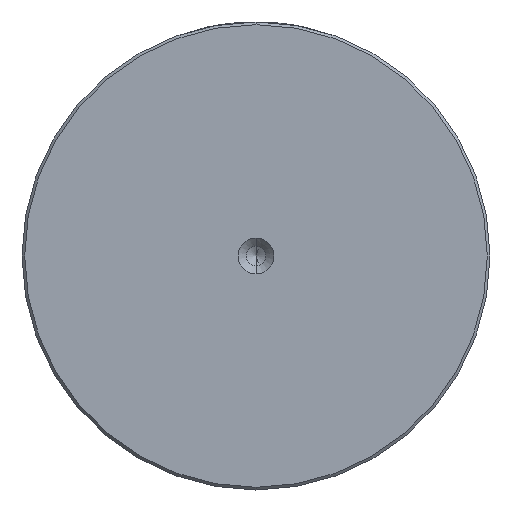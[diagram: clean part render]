
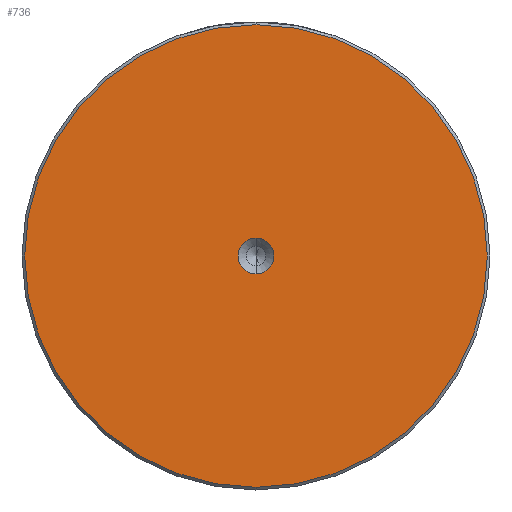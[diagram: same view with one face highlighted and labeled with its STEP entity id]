
A CAD part, left-side view. The second image highlights one B-rep face of the part: STEP entity #736.
In plain terms, the highlighted planar face has unit normal (-1, 0, 0).
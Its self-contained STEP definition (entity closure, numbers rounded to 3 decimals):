
#67 = DIRECTION ( 'NONE',  ( 0., 0., 1. ) ) ;
#93 = DIRECTION ( 'NONE',  ( -1., 0., 0. ) ) ;
#160 = VERTEX_POINT ( 'NONE', #1186 ) ;
#227 = ORIENTED_EDGE ( 'NONE', *, *, #887, .F. ) ;
#461 = AXIS2_PLACEMENT_3D ( 'NONE', #2913, #1483, #67 ) ;
#491 = AXIS2_PLACEMENT_3D ( 'NONE', #1502, #93, #1749 ) ;
#574 = VERTEX_POINT ( 'NONE', #2834 ) ;
#597 = CARTESIAN_POINT ( 'NONE',  ( 0., 0., 0. ) ) ;
#727 = DIRECTION ( 'NONE',  ( -1., 0., 0. ) ) ;
#736 = ADVANCED_FACE ( 'NONE', ( #2148, #944 ), #816, .T. ) ;
#816 = PLANE ( 'NONE',  #1795 ) ;
#887 = EDGE_CURVE ( 'NONE', #2189, #160, #1789, .T. ) ;
#944 = FACE_BOUND ( 'NONE', #2675, .T. ) ;
#1020 = AXIS2_PLACEMENT_3D ( 'NONE', #2516, #1082, #2758 ) ;
#1052 = DIRECTION ( 'NONE',  ( -1., 0., 0. ) ) ;
#1082 = DIRECTION ( 'NONE',  ( -1., 0., 0. ) ) ;
#1186 = CARTESIAN_POINT ( 'NONE',  ( 0., 0., -3.3 ) ) ;
#1344 = EDGE_LOOP ( 'NONE', ( #1395, #2015 ) ) ;
#1395 = ORIENTED_EDGE ( 'NONE', *, *, #2230, .T. ) ;
#1460 = EDGE_CURVE ( 'NONE', #160, #2189, #1784, .T. ) ;
#1483 = DIRECTION ( 'NONE',  ( -1., 0., 0. ) ) ;
#1502 = CARTESIAN_POINT ( 'NONE',  ( 0., 0., 0. ) ) ;
#1721 = VERTEX_POINT ( 'NONE', #2841 ) ;
#1749 = DIRECTION ( 'NONE',  ( 0., 0., 1. ) ) ;
#1784 = CIRCLE ( 'NONE', #491, 3.3 ) ;
#1789 = CIRCLE ( 'NONE', #461, 3.3 ) ;
#1795 = AXIS2_PLACEMENT_3D ( 'NONE', #597, #1052, #2729 ) ;
#2015 = ORIENTED_EDGE ( 'NONE', *, *, #2773, .T. ) ;
#2148 = FACE_OUTER_BOUND ( 'NONE', #1344, .T. ) ;
#2162 = CARTESIAN_POINT ( 'NONE',  ( 0., 0., 0. ) ) ;
#2189 = VERTEX_POINT ( 'NONE', #2493 ) ;
#2230 = EDGE_CURVE ( 'NONE', #1721, #574, #2570, .T. ) ;
#2310 = ORIENTED_EDGE ( 'NONE', *, *, #1460, .F. ) ;
#2392 = DIRECTION ( 'NONE',  ( 0., 0., 1. ) ) ;
#2493 = CARTESIAN_POINT ( 'NONE',  ( 0., 0., 3.3 ) ) ;
#2516 = CARTESIAN_POINT ( 'NONE',  ( 0., 0., 0. ) ) ;
#2570 = CIRCLE ( 'NONE', #1020, 42.5 ) ;
#2675 = EDGE_LOOP ( 'NONE', ( #227, #2310 ) ) ;
#2698 = AXIS2_PLACEMENT_3D ( 'NONE', #2162, #727, #2392 ) ;
#2729 = DIRECTION ( 'NONE',  ( 0., 0., 1. ) ) ;
#2758 = DIRECTION ( 'NONE',  ( 0., 0., 1. ) ) ;
#2773 = EDGE_CURVE ( 'NONE', #574, #1721, #2955, .T. ) ;
#2834 = CARTESIAN_POINT ( 'NONE',  ( 0., 0., 42.5 ) ) ;
#2841 = CARTESIAN_POINT ( 'NONE',  ( 0., 0., -42.5 ) ) ;
#2913 = CARTESIAN_POINT ( 'NONE',  ( 0., 0., 0. ) ) ;
#2955 = CIRCLE ( 'NONE', #2698, 42.5 ) ;
